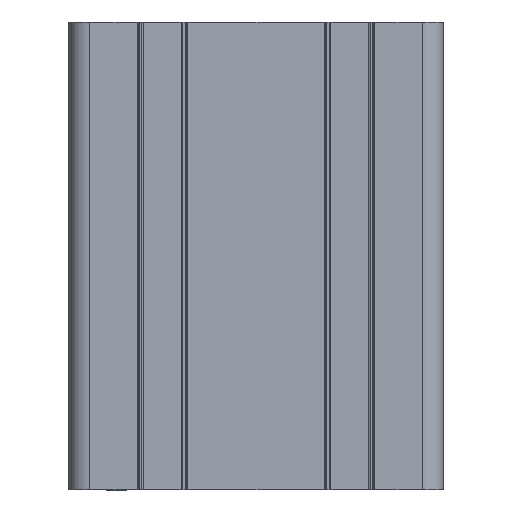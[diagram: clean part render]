
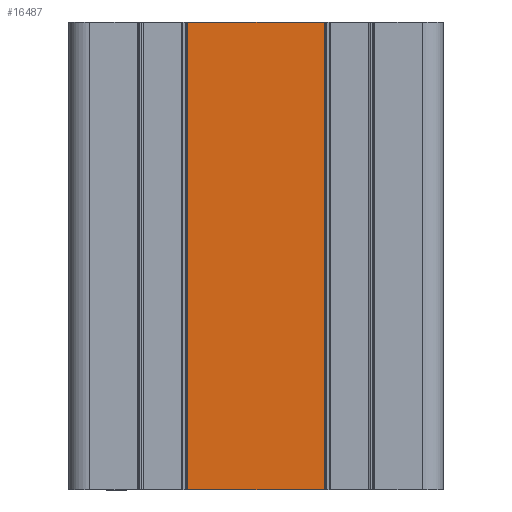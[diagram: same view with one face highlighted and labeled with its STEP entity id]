
A CAD part, front view. The second image highlights one B-rep face of the part: STEP entity #16487.
In plain terms, the highlighted planar face has unit normal (0, -1, 0).
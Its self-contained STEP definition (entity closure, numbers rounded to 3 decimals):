
#1922 = LINE ( 'NONE', #18695, #16959 ) ;
#2114 = LINE ( 'NONE', #6049, #9670 ) ;
#2283 = ORIENTED_EDGE ( 'NONE', *, *, #14440, .F. ) ;
#5574 = VERTEX_POINT ( 'NONE', #6123 ) ;
#5910 = DIRECTION ( 'NONE',  ( -1., 0., 0. ) ) ;
#6049 = CARTESIAN_POINT ( 'NONE',  ( 7269.248, 2689.139, 0. ) ) ;
#6123 = CARTESIAN_POINT ( 'NONE',  ( 7226.648, 2689.139, 0. ) ) ;
#6513 = LINE ( 'NONE', #18116, #14650 ) ;
#6823 = CARTESIAN_POINT ( 'NONE',  ( 7255.848, 2689.139, 100. ) ) ;
#6906 = AXIS2_PLACEMENT_3D ( 'NONE', #16886, #16884, #16845 ) ;
#7648 = LINE ( 'NONE', #13637, #8110 ) ;
#8110 = VECTOR ( 'NONE', #12615, 1000. ) ;
#8904 = FACE_OUTER_BOUND ( 'NONE', #14745, .T. ) ;
#9670 = VECTOR ( 'NONE', #5910, 1000. ) ;
#9919 = EDGE_CURVE ( 'NONE', #5574, #15790, #1922, .T. ) ;
#11179 = EDGE_CURVE ( 'NONE', #15790, #18493, #6513, .T. ) ;
#12223 = VERTEX_POINT ( 'NONE', #14981 ) ;
#12353 = ORIENTED_EDGE ( 'NONE', *, *, #12727, .F. ) ;
#12615 = DIRECTION ( 'NONE',  ( 0., 0., -1. ) ) ;
#12727 = EDGE_CURVE ( 'NONE', #18493, #12223, #7648, .T. ) ;
#13637 = CARTESIAN_POINT ( 'NONE',  ( 7255.848, 2689.139, 100. ) ) ;
#14345 = CARTESIAN_POINT ( 'NONE',  ( 7226.648, 2689.139, 100. ) ) ;
#14440 = EDGE_CURVE ( 'NONE', #12223, #5574, #2114, .T. ) ;
#14650 = VECTOR ( 'NONE', #17982, 1000. ) ;
#14745 = EDGE_LOOP ( 'NONE', ( #12353, #15536, #17531, #2283 ) ) ;
#14981 = CARTESIAN_POINT ( 'NONE',  ( 7255.848, 2689.139, 0. ) ) ;
#15536 = ORIENTED_EDGE ( 'NONE', *, *, #11179, .F. ) ;
#15790 = VERTEX_POINT ( 'NONE', #14345 ) ;
#16487 = ADVANCED_FACE ( 'NONE', ( #8904 ), #16898, .F. ) ;
#16845 = DIRECTION ( 'NONE',  ( 0., 0., 1. ) ) ;
#16884 = DIRECTION ( 'NONE',  ( 0., 1., 0. ) ) ;
#16886 = CARTESIAN_POINT ( 'NONE',  ( 7226.648, 2689.139, 100. ) ) ;
#16898 = PLANE ( 'NONE',  #6906 ) ;
#16959 = VECTOR ( 'NONE', #18326, 1000. ) ;
#17531 = ORIENTED_EDGE ( 'NONE', *, *, #9919, .F. ) ;
#17982 = DIRECTION ( 'NONE',  ( 1., 0., 0. ) ) ;
#18116 = CARTESIAN_POINT ( 'NONE',  ( 7269.248, 2689.139, 100. ) ) ;
#18326 = DIRECTION ( 'NONE',  ( 0., 0., 1. ) ) ;
#18493 = VERTEX_POINT ( 'NONE', #6823 ) ;
#18695 = CARTESIAN_POINT ( 'NONE',  ( 7226.648, 2689.139, 100. ) ) ;
